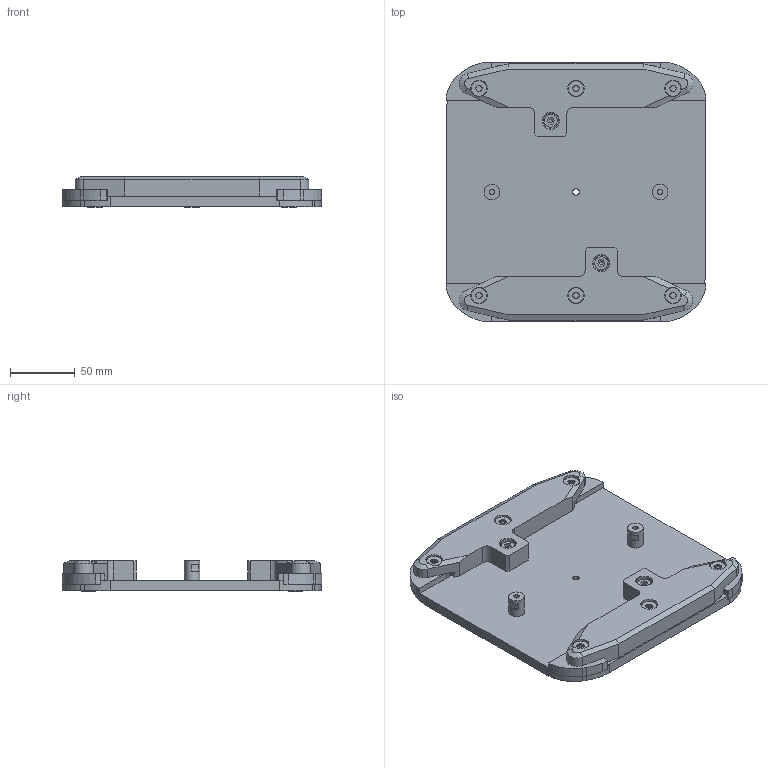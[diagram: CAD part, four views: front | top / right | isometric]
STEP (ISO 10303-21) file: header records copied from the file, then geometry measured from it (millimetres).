
FILE_DESCRIPTION(/* description */ ('Werkstückträger 200'),/* implementation_level */ '2;1');
FILE_NAME(/* name */ 'ZEI_CAD_431000-0-REV01_#SALL_#AIN_#V1.step',/* time_stamp */ '2022-10-10T07:11:47+02:00',/* author */ ('MiniTec'),/* organization */ ('MiniTec GmbH & Co.KG'),/* preprocessor_version */ 'ST-DEVELOPER v18.1',/* originating_system */ 'Autodesk Inventor 2021',/* authorisation */ '');
FILE_SCHEMA (('CONFIG_CONTROL_DESIGN'));
Length unit declared in the file: millimetre
Products named in the file (9): 43-1000-0BG.001; 43-1001-0FZ.003; 43-1002-0FZ.001; 43-1003-0FZ.000; 43-1004-0FZ.002; leer; leer_1; leer_2; leer_3
Assembly tree (25 placements, depth 2):
  43-1000-0BG.001
    43-1001-0FZ.003
    43-1002-0FZ.001  x2
    43-1003-0FZ.000  x4
    43-1004-0FZ.002  x2
    leer  x2
    leer_1  x6
    leer_2  x6
    leer_3  x2
Bounding box: 200.6 x 200.6 x 23.52 mm (x, y, z)
Volume: 492684.4 mm3; surface area: 143740.4 mm2
Topology: 25 solids, 25 shells, 1674 faces, 4083 edges, 2475 vertices
Faces by surface type: plane 1123, cylinder 407, cone 144
Full cylindrical faces by diameter (mm): 3 x2, 4.134 x2, 4.917 x2, 5 x7, 5.5 x2, 6 x8, 6.6 x10, 8.3 x6, 8.5 x6, 9.43 x2, 10 x2, 11.34 x6, 12 x12, 13 x6
Entity records: 11719 total; most frequent: CARTESIAN_POINT 2196, DIRECTION 1974, ORIENTED_EDGE 1894, EDGE_CURVE 947, AXIS2_PLACEMENT_3D 728, VERTEX_POINT 587, LINE 518, VECTOR 518
